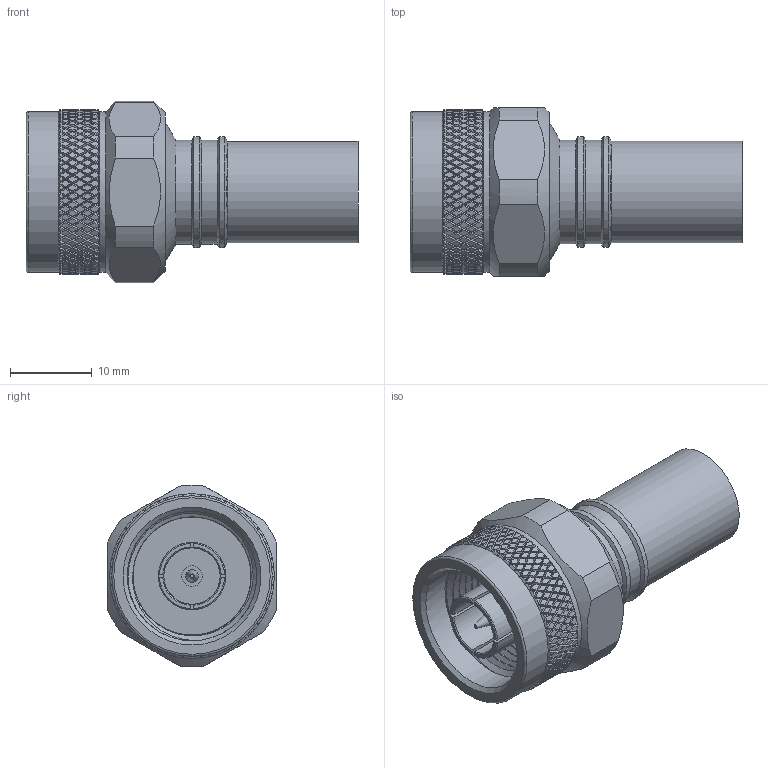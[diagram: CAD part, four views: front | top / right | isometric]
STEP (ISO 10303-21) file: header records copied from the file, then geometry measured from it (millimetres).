
FILE_DESCRIPTION (( 'STEP AP203' ), '1' );
FILE_NAME ('TC-400-NMH-X_3D.step', '2021-12-15T15:58:46', ( '' ), ( '' ), 'SwSTEP 2.0', 'SolidWorks 2021', '' );
FILE_SCHEMA (( 'CONFIG_CONTROL_DESIGN' ));
Length unit declared in the file: inch
Products named in the file (1): TC-400-NMH-X_3D
Bounding box: 40.69 x 20.62 x 22.23 mm (x, y, z)
Volume: 5776.5 mm3; surface area: 5269.6 mm2
Topology: 2 solids, 2 shells, 2188 faces, 4716 edges, 2539 vertices
Faces by surface type: bspline 1683, cylinder 448, plane 34, cone 22, torus 1
Full cylindrical faces by diameter (mm): 1.524 x1, 2.54 x1, 6.909 x1, 7.5 x1, 8.255 x1, 9.592 x1, 10.9 x1, 12.4 x1, 12.734 x2, 13.594 x2, 15.875 x6, 16.989 x1, 19.69 x2
Entity records: 74214 total; most frequent: CARTESIAN_POINT 45780, ORIENTED_EDGE 9318, EDGE_CURVE 4659, VERTEX_POINT 2518, EDGE_LOOP 2221, FACE_OUTER_BOUND 2199, ADVANCED_FACE 2182, B_SPLINE_CURVE_WITH_KNOTS 2074
